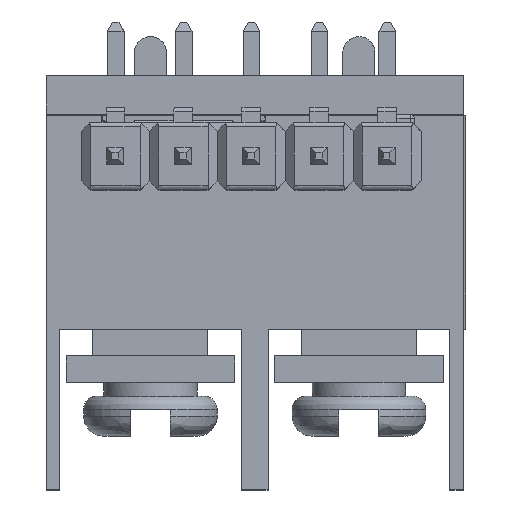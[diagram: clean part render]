
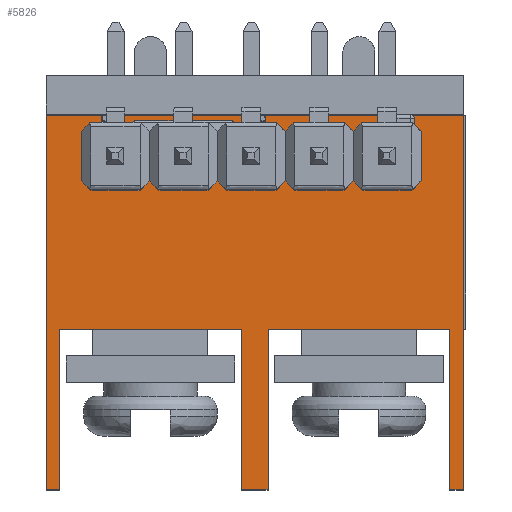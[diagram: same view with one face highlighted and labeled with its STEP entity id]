
A CAD part, top view. The second image highlights one B-rep face of the part: STEP entity #5826.
In plain terms, the highlighted planar face has unit normal (0, 0, 1).
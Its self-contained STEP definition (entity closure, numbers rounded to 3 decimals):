
#5826=ADVANCED_FACE('',(#6842),#21373,.T.);
#6842=FACE_OUTER_BOUND('',#7905,.T.);
#7905=EDGE_LOOP('',(#12303,#12304,#12305,#12306,#12307,#12308,#12309,#12310,
#12311,#12312,#12313,#12314));
#12303=ORIENTED_EDGE('',*,*,#15513,.T.);
#12304=ORIENTED_EDGE('',*,*,#15515,.T.);
#12305=ORIENTED_EDGE('',*,*,#15493,.T.);
#12306=ORIENTED_EDGE('',*,*,#15496,.T.);
#12307=ORIENTED_EDGE('',*,*,#15499,.T.);
#12308=ORIENTED_EDGE('',*,*,#15458,.F.);
#12309=ORIENTED_EDGE('',*,*,#15503,.T.);
#12310=ORIENTED_EDGE('',*,*,#15506,.T.);
#12311=ORIENTED_EDGE('',*,*,#15522,.T.);
#12312=ORIENTED_EDGE('',*,*,#15523,.F.);
#12313=ORIENTED_EDGE('',*,*,#15524,.F.);
#12314=ORIENTED_EDGE('',*,*,#15509,.T.);
#15458=EDGE_CURVE('',#20524,#20521,#18096,.T.);
#15493=EDGE_CURVE('',#20543,#20541,#18131,.T.);
#15496=EDGE_CURVE('',#20541,#20545,#18134,.T.);
#15499=EDGE_CURVE('',#20545,#20521,#18137,.T.);
#15503=EDGE_CURVE('',#20524,#20548,#18141,.T.);
#15506=EDGE_CURVE('',#20548,#20550,#18144,.T.);
#15509=EDGE_CURVE('',#20554,#20553,#18147,.T.);
#15513=EDGE_CURVE('',#20553,#20556,#18151,.T.);
#15515=EDGE_CURVE('',#20556,#20543,#18153,.T.);
#15522=EDGE_CURVE('',#20550,#20562,#18160,.T.);
#15523=EDGE_CURVE('',#20563,#20562,#18161,.T.);
#15524=EDGE_CURVE('',#20554,#20563,#18162,.T.);
#18096=B_SPLINE_CURVE_WITH_KNOTS('',1,(#49731,#49732),.UNSPECIFIED.,.F.,
 .F.,(2,2),(0.,15.6),.UNSPECIFIED.);
#18131=B_SPLINE_CURVE_WITH_KNOTS('',1,(#49801,#49802),.UNSPECIFIED.,.F.,
 .F.,(2,2),(-6.,0.),.UNSPECIFIED.);
#18134=B_SPLINE_CURVE_WITH_KNOTS('',1,(#49807,#49808),.UNSPECIFIED.,.F.,
 .F.,(2,2),(-0.5,0.),.UNSPECIFIED.);
#18137=B_SPLINE_CURVE_WITH_KNOTS('',1,(#49813,#49814),.UNSPECIFIED.,.F.,
 .F.,(2,2),(-14.,0.),.UNSPECIFIED.);
#18141=B_SPLINE_CURVE_WITH_KNOTS('',1,(#49821,#49822),.UNSPECIFIED.,.F.,
 .F.,(2,2),(-14.,0.),.UNSPECIFIED.);
#18144=B_SPLINE_CURVE_WITH_KNOTS('',1,(#49827,#49828),.UNSPECIFIED.,.F.,
 .F.,(2,2),(-0.5,0.),.UNSPECIFIED.);
#18147=B_SPLINE_CURVE_WITH_KNOTS('',1,(#49833,#49834),.UNSPECIFIED.,.F.,
 .F.,(2,2),(-1.,0.),.UNSPECIFIED.);
#18151=B_SPLINE_CURVE_WITH_KNOTS('',1,(#49841,#49842),.UNSPECIFIED.,.F.,
 .F.,(2,2),(-6.,0.),.UNSPECIFIED.);
#18153=B_SPLINE_CURVE_WITH_KNOTS('',1,(#49845,#49846),.UNSPECIFIED.,.F.,
 .F.,(2,2),(-6.8,0.),.UNSPECIFIED.);
#18160=B_SPLINE_CURVE_WITH_KNOTS('',1,(#49859,#49860),.UNSPECIFIED.,.F.,
 .F.,(2,2),(-6.,0.),.UNSPECIFIED.);
#18161=B_SPLINE_CURVE_WITH_KNOTS('',1,(#49861,#49862),.UNSPECIFIED.,.F.,
 .F.,(2,2),(-6.8,0.),.UNSPECIFIED.);
#18162=B_SPLINE_CURVE_WITH_KNOTS('',1,(#49863,#49864),.UNSPECIFIED.,.F.,
 .F.,(2,2),(-6.,0.),.UNSPECIFIED.);
#20521=VERTEX_POINT('',#49647);
#20524=VERTEX_POINT('',#49650);
#20541=VERTEX_POINT('',#49667);
#20543=VERTEX_POINT('',#49669);
#20545=VERTEX_POINT('',#49671);
#20548=VERTEX_POINT('',#49674);
#20550=VERTEX_POINT('',#49676);
#20553=VERTEX_POINT('',#49679);
#20554=VERTEX_POINT('',#49680);
#20556=VERTEX_POINT('',#49682);
#20562=VERTEX_POINT('',#49688);
#20563=VERTEX_POINT('',#49689);
#21373=PLANE('',#21899);
#21899=AXIS2_PLACEMENT_3D('',#49627,#22410,$);
#22410=DIRECTION('',(0.,0.,1.));
#49627=CARTESIAN_POINT('',(1.298,4.23,9.611));
#49647=CARTESIAN_POINT('',(18.458,2.83,9.611));
#49650=CARTESIAN_POINT('',(2.858,2.83,9.611));
#49667=CARTESIAN_POINT('',(17.958,-11.17,9.611));
#49669=CARTESIAN_POINT('',(17.958,-5.17,9.611));
#49671=CARTESIAN_POINT('',(18.458,-11.17,9.611));
#49674=CARTESIAN_POINT('',(2.858,-11.17,9.611));
#49676=CARTESIAN_POINT('',(3.358,-11.17,9.611));
#49679=CARTESIAN_POINT('',(11.158,-11.17,9.611));
#49680=CARTESIAN_POINT('',(10.158,-11.17,9.611));
#49682=CARTESIAN_POINT('',(11.158,-5.17,9.611));
#49688=CARTESIAN_POINT('',(3.358,-5.17,9.611));
#49689=CARTESIAN_POINT('',(10.158,-5.17,9.611));
#49731=CARTESIAN_POINT('',(2.858,2.83,9.611));
#49732=CARTESIAN_POINT('',(18.458,2.83,9.611));
#49801=CARTESIAN_POINT('',(17.958,-5.17,9.611));
#49802=CARTESIAN_POINT('',(17.958,-11.17,9.611));
#49807=CARTESIAN_POINT('',(17.958,-11.17,9.611));
#49808=CARTESIAN_POINT('',(18.458,-11.17,9.611));
#49813=CARTESIAN_POINT('',(18.458,-11.17,9.611));
#49814=CARTESIAN_POINT('',(18.458,2.83,9.611));
#49821=CARTESIAN_POINT('',(2.858,2.83,9.611));
#49822=CARTESIAN_POINT('',(2.858,-11.17,9.611));
#49827=CARTESIAN_POINT('',(2.858,-11.17,9.611));
#49828=CARTESIAN_POINT('',(3.358,-11.17,9.611));
#49833=CARTESIAN_POINT('',(10.158,-11.17,9.611));
#49834=CARTESIAN_POINT('',(11.158,-11.17,9.611));
#49841=CARTESIAN_POINT('',(11.158,-11.17,9.611));
#49842=CARTESIAN_POINT('',(11.158,-5.17,9.611));
#49845=CARTESIAN_POINT('',(11.158,-5.17,9.611));
#49846=CARTESIAN_POINT('',(17.958,-5.17,9.611));
#49859=CARTESIAN_POINT('',(3.358,-11.17,9.611));
#49860=CARTESIAN_POINT('',(3.358,-5.17,9.611));
#49861=CARTESIAN_POINT('',(10.158,-5.17,9.611));
#49862=CARTESIAN_POINT('',(3.358,-5.17,9.611));
#49863=CARTESIAN_POINT('',(10.158,-11.17,9.611));
#49864=CARTESIAN_POINT('',(10.158,-5.17,9.611));
